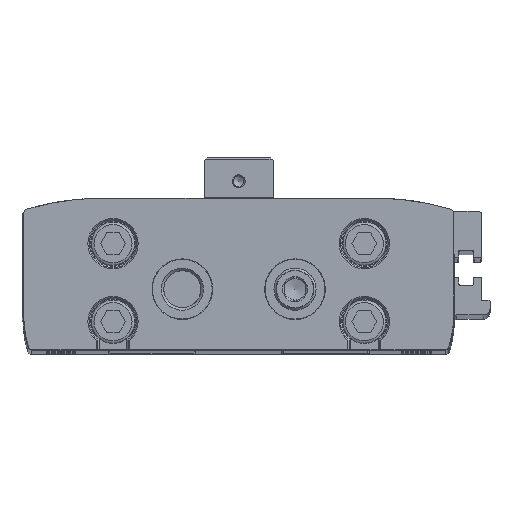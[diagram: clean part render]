
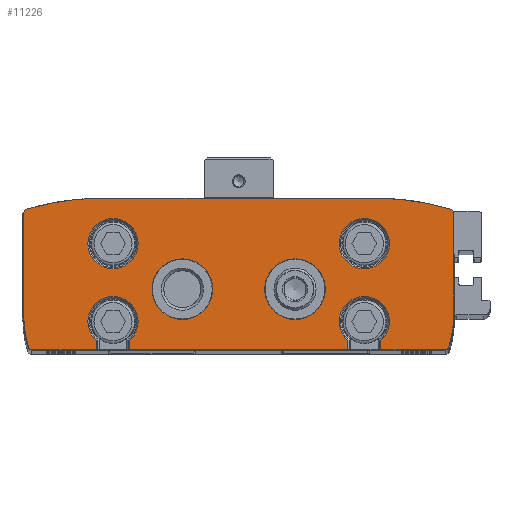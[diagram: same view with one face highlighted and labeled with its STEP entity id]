
A CAD part, top view. The second image highlights one B-rep face of the part: STEP entity #11226.
In plain terms, the highlighted planar face has unit normal (0, 0, 1).
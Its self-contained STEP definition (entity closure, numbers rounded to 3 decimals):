
#561=LINE('',#17366,#1483);
#570=LINE('',#17394,#1492);
#571=LINE('',#17402,#1493);
#580=LINE('',#17430,#1502);
#581=LINE('',#17433,#1503);
#582=LINE('',#17435,#1504);
#583=LINE('',#17441,#1505);
#584=LINE('',#17447,#1506);
#585=LINE('',#17453,#1507);
#586=LINE('',#17459,#1508);
#1483=VECTOR('',#13672,1000.);
#1492=VECTOR('',#13691,1000.);
#1493=VECTOR('',#13694,1000.);
#1502=VECTOR('',#13713,1000.);
#1503=VECTOR('',#13718,1000.);
#1504=VECTOR('',#13721,1000.);
#1505=VECTOR('',#13726,1000.);
#1506=VECTOR('',#13731,1000.);
#1507=VECTOR('',#13736,1000.);
#1508=VECTOR('',#13741,1000.);
#2498=ORIENTED_EDGE('',*,*,#5623,.F.);
#2499=ORIENTED_EDGE('',*,*,#5608,.T.);
#2500=ORIENTED_EDGE('',*,*,#5624,.T.);
#2501=ORIENTED_EDGE('',*,*,#5610,.F.);
#2502=ORIENTED_EDGE('',*,*,#5625,.F.);
#2503=ORIENTED_EDGE('',*,*,#5622,.T.);
#2504=ORIENTED_EDGE('',*,*,#5626,.T.);
#2505=ORIENTED_EDGE('',*,*,#5627,.T.);
#2506=ORIENTED_EDGE('',*,*,#5628,.T.);
#2507=ORIENTED_EDGE('',*,*,#5629,.T.);
#2508=ORIENTED_EDGE('',*,*,#5630,.T.);
#2509=ORIENTED_EDGE('',*,*,#5631,.T.);
#2510=ORIENTED_EDGE('',*,*,#5632,.T.);
#2511=ORIENTED_EDGE('',*,*,#5633,.T.);
#2512=ORIENTED_EDGE('',*,*,#5634,.T.);
#2513=ORIENTED_EDGE('',*,*,#5635,.T.);
#2514=ORIENTED_EDGE('',*,*,#5636,.T.);
#2515=ORIENTED_EDGE('',*,*,#5637,.T.);
#2516=ORIENTED_EDGE('',*,*,#5638,.T.);
#2517=ORIENTED_EDGE('',*,*,#5596,.F.);
#2518=ORIENTED_EDGE('',*,*,#5639,.F.);
#2519=ORIENTED_EDGE('',*,*,#5640,.F.);
#2520=ORIENTED_EDGE('',*,*,#5641,.F.);
#2521=ORIENTED_EDGE('',*,*,#5642,.F.);
#5596=EDGE_CURVE('',#7158,#7160,#561,.T.);
#5608=EDGE_CURVE('',#7168,#7169,#570,.T.);
#5610=EDGE_CURVE('',#7170,#7172,#571,.T.);
#5622=EDGE_CURVE('',#7180,#7181,#580,.T.);
#5623=EDGE_CURVE('',#7168,#7158,#8230,.T.);
#5624=EDGE_CURVE('',#7169,#7172,#581,.T.);
#5625=EDGE_CURVE('',#7180,#7170,#8231,.T.);
#5626=EDGE_CURVE('',#7181,#7182,#582,.T.);
#5627=EDGE_CURVE('',#7182,#7183,#8232,.T.);
#5628=EDGE_CURVE('',#7183,#7184,#8233,.T.);
#5629=EDGE_CURVE('',#7184,#7185,#583,.T.);
#5630=EDGE_CURVE('',#7185,#7186,#8234,.T.);
#5631=EDGE_CURVE('',#7186,#7187,#8235,.T.);
#5632=EDGE_CURVE('',#7187,#7188,#584,.T.);
#5633=EDGE_CURVE('',#7188,#7189,#8236,.T.);
#5634=EDGE_CURVE('',#7189,#7190,#8237,.T.);
#5635=EDGE_CURVE('',#7190,#7191,#585,.T.);
#5636=EDGE_CURVE('',#7191,#7192,#8238,.T.);
#5637=EDGE_CURVE('',#7192,#7193,#8239,.T.);
#5638=EDGE_CURVE('',#7193,#7160,#586,.T.);
#5639=EDGE_CURVE('',#7194,#7194,#8240,.T.);
#5640=EDGE_CURVE('',#7195,#7195,#8241,.T.);
#5641=EDGE_CURVE('',#7196,#7196,#8242,.T.);
#5642=EDGE_CURVE('',#7197,#7197,#8243,.T.);
#7158=VERTEX_POINT('',#17364);
#7160=VERTEX_POINT('',#17367);
#7168=VERTEX_POINT('',#17391);
#7169=VERTEX_POINT('',#17393);
#7170=VERTEX_POINT('',#17400);
#7172=VERTEX_POINT('',#17403);
#7180=VERTEX_POINT('',#17427);
#7181=VERTEX_POINT('',#17429);
#7182=VERTEX_POINT('',#17436);
#7183=VERTEX_POINT('',#17438);
#7184=VERTEX_POINT('',#17440);
#7185=VERTEX_POINT('',#17442);
#7186=VERTEX_POINT('',#17444);
#7187=VERTEX_POINT('',#17446);
#7188=VERTEX_POINT('',#17448);
#7189=VERTEX_POINT('',#17450);
#7190=VERTEX_POINT('',#17452);
#7191=VERTEX_POINT('',#17454);
#7192=VERTEX_POINT('',#17456);
#7193=VERTEX_POINT('',#17458);
#7194=VERTEX_POINT('',#17461);
#7195=VERTEX_POINT('',#17463);
#7196=VERTEX_POINT('',#17465);
#7197=VERTEX_POINT('',#17467);
#8230=CIRCLE('',#12212,5.8);
#8231=CIRCLE('',#12213,5.8);
#8232=CIRCLE('',#12214,1.);
#8233=CIRCLE('',#12215,25.);
#8234=CIRCLE('',#12216,1.);
#8235=CIRCLE('',#12217,60.);
#8236=CIRCLE('',#12218,60.);
#8237=CIRCLE('',#12219,1.);
#8238=CIRCLE('',#12220,25.);
#8239=CIRCLE('',#12221,1.);
#8240=CIRCLE('',#12222,5.8);
#8241=CIRCLE('',#12223,5.8);
#8242=CIRCLE('',#12224,7.);
#8243=CIRCLE('',#12225,7.);
#8826=EDGE_LOOP('',(#2498,#2499,#2500,#2501,#2502,#2503,#2504,#2505,#2506,
#2507,#2508,#2509,#2510,#2511,#2512,#2513,#2514,#2515,#2516,#2517));
#8827=EDGE_LOOP('',(#2518));
#8828=EDGE_LOOP('',(#2519));
#8829=EDGE_LOOP('',(#2520));
#8830=EDGE_LOOP('',(#2521));
#9856=FACE_BOUND('',#8826,.T.);
#9857=FACE_BOUND('',#8827,.T.);
#9858=FACE_BOUND('',#8828,.T.);
#9859=FACE_BOUND('',#8829,.T.);
#9860=FACE_BOUND('',#8830,.T.);
#10866=PLANE('',#12211);
#11226=ADVANCED_FACE('',(#9856,#9857,#9858,#9859,#9860),#10866,.T.);
#12211=AXIS2_PLACEMENT_3D('',#17431,#13714,#13715);
#12212=AXIS2_PLACEMENT_3D('',#17432,#13716,#13717);
#12213=AXIS2_PLACEMENT_3D('',#17434,#13719,#13720);
#12214=AXIS2_PLACEMENT_3D('',#17437,#13722,#13723);
#12215=AXIS2_PLACEMENT_3D('',#17439,#13724,#13725);
#12216=AXIS2_PLACEMENT_3D('',#17443,#13727,#13728);
#12217=AXIS2_PLACEMENT_3D('',#17445,#13729,#13730);
#12218=AXIS2_PLACEMENT_3D('',#17449,#13732,#13733);
#12219=AXIS2_PLACEMENT_3D('',#17451,#13734,#13735);
#12220=AXIS2_PLACEMENT_3D('',#17455,#13737,#13738);
#12221=AXIS2_PLACEMENT_3D('',#17457,#13739,#13740);
#12222=AXIS2_PLACEMENT_3D('',#17460,#13742,#13743);
#12223=AXIS2_PLACEMENT_3D('',#17462,#13744,#13745);
#12224=AXIS2_PLACEMENT_3D('',#17464,#13746,#13747);
#12225=AXIS2_PLACEMENT_3D('',#17466,#13748,#13749);
#13672=DIRECTION('',(0.,-1.,0.));
#13691=DIRECTION('',(0.,-1.,0.));
#13694=DIRECTION('',(0.,-1.,0.));
#13713=DIRECTION('',(0.,-1.,0.));
#13714=DIRECTION('',(0.,0.,1.));
#13715=DIRECTION('',(1.,0.,0.));
#13716=DIRECTION('',(0.,0.,1.));
#13717=DIRECTION('',(1.,0.,0.));
#13718=DIRECTION('',(1.,0.,0.));
#13719=DIRECTION('',(0.,0.,1.));
#13720=DIRECTION('',(1.,0.,0.));
#13721=DIRECTION('',(1.,0.,0.));
#13722=DIRECTION('',(0.,0.,1.));
#13723=DIRECTION('',(1.,0.,0.));
#13724=DIRECTION('',(0.,0.,1.));
#13725=DIRECTION('',(1.,0.,0.));
#13726=DIRECTION('',(0.,1.,0.));
#13727=DIRECTION('',(0.,0.,1.));
#13728=DIRECTION('',(1.,0.,0.));
#13729=DIRECTION('',(0.,0.,1.));
#13730=DIRECTION('',(1.,0.,0.));
#13731=DIRECTION('',(-1.,0.,0.));
#13732=DIRECTION('',(0.,0.,1.));
#13733=DIRECTION('',(1.,0.,0.));
#13734=DIRECTION('',(0.,0.,1.));
#13735=DIRECTION('',(1.,0.,0.));
#13736=DIRECTION('',(0.,-1.,0.));
#13737=DIRECTION('',(0.,0.,1.));
#13738=DIRECTION('',(1.,0.,0.));
#13739=DIRECTION('',(0.,0.,1.));
#13740=DIRECTION('',(1.,0.,0.));
#13741=DIRECTION('',(1.,0.,0.));
#13742=DIRECTION('',(0.,0.,1.));
#13743=DIRECTION('',(1.,0.,0.));
#13744=DIRECTION('',(0.,0.,1.));
#13745=DIRECTION('',(1.,0.,0.));
#13746=DIRECTION('',(0.,0.,1.));
#13747=DIRECTION('',(1.,0.,0.));
#13748=DIRECTION('',(0.,0.,1.));
#13749=DIRECTION('',(1.,0.,0.));
#17364=CARTESIAN_POINT('',(-32.8,2.118,315.));
#17366=CARTESIAN_POINT('',(-32.8,6.5,315.));
#17367=CARTESIAN_POINT('',(-32.8,0.,315.));
#17391=CARTESIAN_POINT('',(-25.2,2.118,315.));
#17393=CARTESIAN_POINT('',(-25.2,0.,315.));
#17394=CARTESIAN_POINT('',(-25.2,6.5,315.));
#17400=CARTESIAN_POINT('',(25.2,2.118,315.));
#17402=CARTESIAN_POINT('',(25.2,6.5,315.));
#17403=CARTESIAN_POINT('',(25.2,0.,315.));
#17427=CARTESIAN_POINT('',(32.8,2.118,315.));
#17429=CARTESIAN_POINT('',(32.8,0.,315.));
#17430=CARTESIAN_POINT('',(32.8,6.5,315.));
#17431=CARTESIAN_POINT('',(-24.6,8.,315.));
#17432=CARTESIAN_POINT('',(-29.,6.5,315.));
#17433=CARTESIAN_POINT('',(-47.556,0.,315.));
#17434=CARTESIAN_POINT('',(29.,6.5,315.));
#17435=CARTESIAN_POINT('',(-47.556,0.,315.));
#17436=CARTESIAN_POINT('',(47.556,0.,315.));
#17437=CARTESIAN_POINT('',(47.556,1.,315.));
#17438=CARTESIAN_POINT('',(48.513,0.708,315.));
#17439=CARTESIAN_POINT('',(24.6,8.,315.));
#17440=CARTESIAN_POINT('',(49.6,8.,315.));
#17441=CARTESIAN_POINT('',(49.6,8.,315.));
#17442=CARTESIAN_POINT('',(49.6,31.498,315.));
#17443=CARTESIAN_POINT('',(48.6,31.498,315.));
#17444=CARTESIAN_POINT('',(48.888,32.455,315.));
#17445=CARTESIAN_POINT('',(31.6,-25.,315.));
#17446=CARTESIAN_POINT('',(31.6,35.,315.));
#17447=CARTESIAN_POINT('',(31.6,35.,315.));
#17448=CARTESIAN_POINT('',(-31.6,35.,315.));
#17449=CARTESIAN_POINT('',(-31.6,-25.,315.));
#17450=CARTESIAN_POINT('',(-48.888,32.455,315.));
#17451=CARTESIAN_POINT('',(-48.6,31.498,315.));
#17452=CARTESIAN_POINT('',(-49.6,31.498,315.));
#17453=CARTESIAN_POINT('',(-49.6,31.498,315.));
#17454=CARTESIAN_POINT('',(-49.6,8.,315.));
#17455=CARTESIAN_POINT('',(-24.6,8.,315.));
#17456=CARTESIAN_POINT('',(-48.513,0.708,315.));
#17457=CARTESIAN_POINT('',(-47.556,1.,315.));
#17458=CARTESIAN_POINT('',(-47.556,0.,315.));
#17459=CARTESIAN_POINT('',(-47.556,0.,315.));
#17460=CARTESIAN_POINT('',(-29.,24.5,315.));
#17461=CARTESIAN_POINT('',(-23.2,24.5,315.));
#17462=CARTESIAN_POINT('',(29.,24.5,315.));
#17463=CARTESIAN_POINT('',(34.8,24.5,315.));
#17464=CARTESIAN_POINT('',(-13.,14.,315.));
#17465=CARTESIAN_POINT('',(-6.,14.,315.));
#17466=CARTESIAN_POINT('',(13.,14.,315.));
#17467=CARTESIAN_POINT('',(20.,14.,315.));
